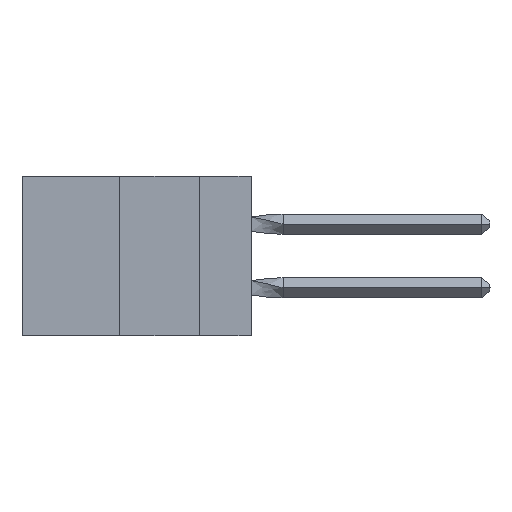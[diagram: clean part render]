
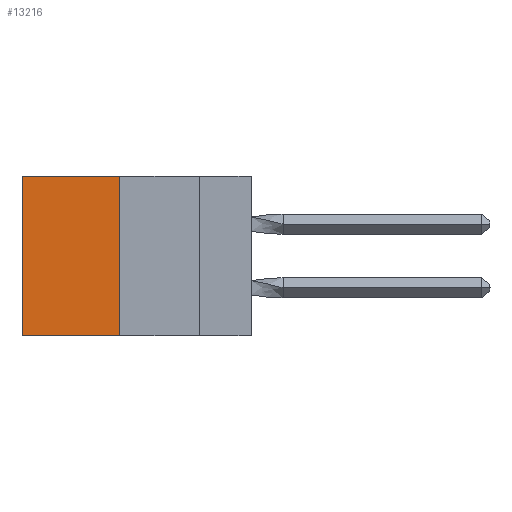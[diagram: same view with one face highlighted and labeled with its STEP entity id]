
A CAD part, left-side view. The second image highlights one B-rep face of the part: STEP entity #13216.
In plain terms, the highlighted planar face has unit normal (-1, 0, 0).
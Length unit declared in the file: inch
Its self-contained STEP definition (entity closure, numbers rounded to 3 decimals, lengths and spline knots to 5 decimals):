
#107 = AXIS2_PLACEMENT_3D ( 'NONE', #13932, #6481, #1444 ) ;
#834 = CARTESIAN_POINT ( 'NONE',  ( 0.305, 0.413, 0. ) ) ;
#1444 = DIRECTION ( 'NONE',  ( 0., 0., -1. ) ) ;
#2392 = CARTESIAN_POINT ( 'NONE',  ( 0.305, 0.72, -0.5 ) ) ;
#2479 = CARTESIAN_POINT ( 'NONE',  ( 0.305, 0.72, 0. ) ) ;
#2950 = DIRECTION ( 'NONE',  ( 0., 1., 0. ) ) ;
#3686 = DIRECTION ( 'NONE',  ( 0., 0., -1. ) ) ;
#4379 = EDGE_CURVE ( 'NONE', #14806, #11384, #11520, .T. ) ;
#5175 = PLANE ( 'NONE',  #107 ) ;
#5326 = CARTESIAN_POINT ( 'NONE',  ( 0.305, 0.413, 0. ) ) ;
#5426 = CARTESIAN_POINT ( 'NONE',  ( 0.305, 0.413, -0.5 ) ) ;
#6028 = VECTOR ( 'NONE', #9159, 39.37008 ) ;
#6185 = CARTESIAN_POINT ( 'NONE',  ( 0.305, 0.72, -0.5 ) ) ;
#6481 = DIRECTION ( 'NONE',  ( 1., 0., 0. ) ) ;
#6603 = VECTOR ( 'NONE', #2950, 39.37008 ) ;
#6847 = VECTOR ( 'NONE', #3686, 39.37008 ) ;
#6951 = EDGE_LOOP ( 'NONE', ( #7073, #12640, #14899, #7215 ) ) ;
#7073 = ORIENTED_EDGE ( 'NONE', *, *, #7829, .T. ) ;
#7215 = ORIENTED_EDGE ( 'NONE', *, *, #13920, .T. ) ;
#7829 = EDGE_CURVE ( 'NONE', #12385, #11384, #10169, .T. ) ;
#9159 = DIRECTION ( 'NONE',  ( 0., 1., 0. ) ) ;
#9890 = CARTESIAN_POINT ( 'NONE',  ( 0.305, 0.413, -0.5 ) ) ;
#10169 = LINE ( 'NONE', #2392, #6847 ) ;
#10751 = VECTOR ( 'NONE', #12576, 39.37008 ) ;
#11104 = FACE_OUTER_BOUND ( 'NONE', #6951, .T. ) ;
#11384 = VERTEX_POINT ( 'NONE', #6185 ) ;
#11520 = LINE ( 'NONE', #5426, #6028 ) ;
#11916 = LINE ( 'NONE', #9890, #10751 ) ;
#12385 = VERTEX_POINT ( 'NONE', #2479 ) ;
#12473 = CARTESIAN_POINT ( 'NONE',  ( 0.305, 0.413, -0.5 ) ) ;
#12576 = DIRECTION ( 'NONE',  ( 0., 0., -1. ) ) ;
#12640 = ORIENTED_EDGE ( 'NONE', *, *, #4379, .F. ) ;
#12678 = LINE ( 'NONE', #5326, #6603 ) ;
#13180 = EDGE_CURVE ( 'NONE', #15242, #14806, #11916, .T. ) ;
#13216 = ADVANCED_FACE ( 'NONE', ( #11104 ), #5175, .F. ) ;
#13920 = EDGE_CURVE ( 'NONE', #15242, #12385, #12678, .T. ) ;
#13932 = CARTESIAN_POINT ( 'NONE',  ( 0.305, 0.413, -0.5 ) ) ;
#14806 = VERTEX_POINT ( 'NONE', #12473 ) ;
#14899 = ORIENTED_EDGE ( 'NONE', *, *, #13180, .F. ) ;
#15242 = VERTEX_POINT ( 'NONE', #834 ) ;
